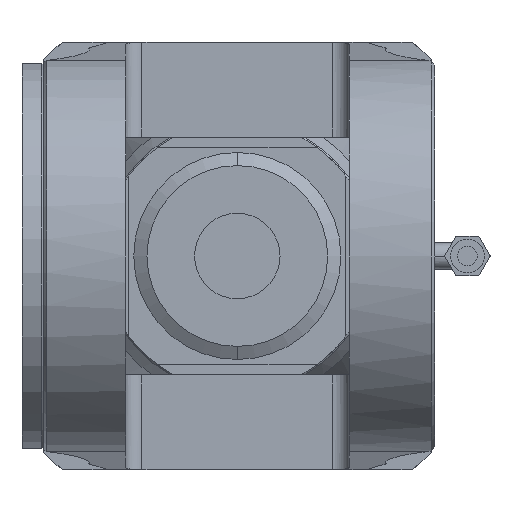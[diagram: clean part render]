
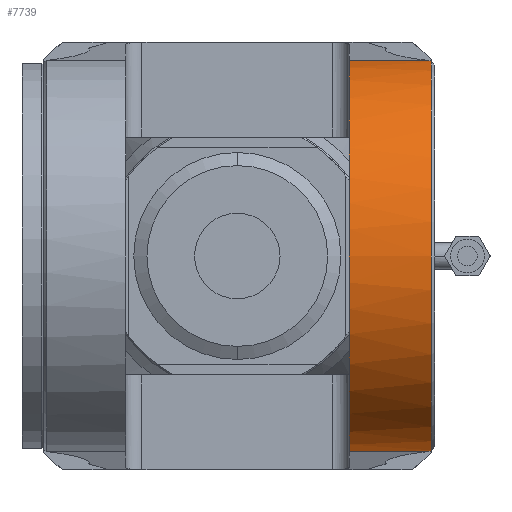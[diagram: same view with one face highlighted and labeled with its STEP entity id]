
A CAD part, left-side view. The second image highlights one B-rep face of the part: STEP entity #7739.
In plain terms, the highlighted cylindrical face has radius 60 mm (diameter 120 mm), a partial arc.
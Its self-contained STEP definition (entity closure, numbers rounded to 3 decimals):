
#880=CARTESIAN_POINT('',(-88.428,-59.,
-59.087));
#891=CARTESIAN_POINT('',(-88.428,-59.,
-59.087));
#892=CARTESIAN_POINT('',(-88.164,-58.953,
-59.133));
#893=CARTESIAN_POINT('',(-87.638,-58.864,
-59.223));
#894=CARTESIAN_POINT('',(-86.852,-58.74,
-59.345));
#895=CARTESIAN_POINT('',(-86.33,-58.665,
-59.42));
#896=CARTESIAN_POINT('',(-86.07,-58.629,
-59.455));
#1357=CARTESIAN_POINT('',(-78.,-34.,0.));
#1358=DIRECTION('',(0.,-1.,0.));
#1359=DIRECTION('',(-0.918,0.,-0.397));
#1360=AXIS2_PLACEMENT_3D('',#1357,#1358,#1359);
#1382=CARTESIAN_POINT('',(-78.,-34.,0.));
#1383=DIRECTION('',(0.,-1.,0.));
#1384=DIRECTION('',(-0.125,0.,0.992));
#1385=AXIS2_PLACEMENT_3D('',#1382,#1383,#1384);
#1655=CARTESIAN_POINT('',(-78.,-34.,0.));
#1656=DIRECTION('',(0.,-1.,0.));
#1657=DIRECTION('',(-0.918,0.,0.397));
#1658=AXIS2_PLACEMENT_3D('',#1655,#1656,#1657);
#1660=CARTESIAN_POINT('',(-86.07,-58.629,
59.455));
#1661=CARTESIAN_POINT('',(-86.011,-58.548,
59.463));
#1662=CARTESIAN_POINT('',(-85.889,-58.383,
59.479));
#1663=CARTESIAN_POINT('',(-85.695,-58.13,
59.505));
#1664=CARTESIAN_POINT('',(-85.558,-57.957,
59.522));
#1665=CARTESIAN_POINT('',(-85.487,-57.869,
59.531));
#1667=CARTESIAN_POINT('',(-78.,-59.,0.));
#1668=DIRECTION('',(0.,-1.,0.));
#1669=DIRECTION('',(-0.174,0.,0.985));
#1670=AXIS2_PLACEMENT_3D('',#1667,#1668,#1669);
#1672=CARTESIAN_POINT('',(-85.487,-57.869,
-59.531));
#1673=CARTESIAN_POINT('',(-85.558,-57.957,
-59.522));
#1674=CARTESIAN_POINT('',(-85.695,-58.13,
-59.505));
#1675=CARTESIAN_POINT('',(-85.889,-58.383,
-59.479));
#1676=CARTESIAN_POINT('',(-86.011,-58.548,
-59.463));
#1677=CARTESIAN_POINT('',(-86.07,-58.629,
-59.455));
#1679=DIRECTION('',(0.,1.,0.));
#1680=VECTOR('',#1679,23.869);
#1681=CARTESIAN_POINT('',(-85.487,-57.869,
-59.531));
#1682=LINE('',#1681,#1680);
#1683=CARTESIAN_POINT('',(-78.,-34.,0.));
#1684=DIRECTION('',(0.,-1.,0.));
#1685=DIRECTION('',(-1.,0.,0.));
#1686=AXIS2_PLACEMENT_3D('',#1683,#1684,#1685);
#1722=DIRECTION('',(0.,1.,0.));
#1723=VECTOR('',#1722,23.869);
#1724=CARTESIAN_POINT('',(-85.487,-57.869,
59.531));
#1725=LINE('',#1724,#1723);
#1934=CARTESIAN_POINT('',(-86.07,-58.629,
59.455));
#1935=CARTESIAN_POINT('',(-86.33,-58.665,
59.42));
#1936=CARTESIAN_POINT('',(-86.852,-58.74,
59.345));
#1937=CARTESIAN_POINT('',(-87.638,-58.864,
59.223));
#1938=CARTESIAN_POINT('',(-88.164,-58.953,
59.133));
#1939=CARTESIAN_POINT('',(-88.428,-59.,
59.087));
#5200=CARTESIAN_POINT('',(-85.487,-34.,-59.531));
#5202=VERTEX_POINT('',#5200);
#5203=CARTESIAN_POINT('',(-85.487,-34.,59.531));
#5205=VERTEX_POINT('',#5203);
#5221=VERTEX_POINT('',#1660);
#5222=VERTEX_POINT('',#1665);
#5226=VERTEX_POINT('',#1672);
#5227=VERTEX_POINT('',#1677);
#5369=VERTEX_POINT('',#880);
#5370=CARTESIAN_POINT('',(-88.428,-59.,
59.087));
#5371=VERTEX_POINT('',#5370);
#5487=CARTESIAN_POINT('',(-133.079,-34.,23.796));
#5488=CARTESIAN_POINT('',(-138.,-34.,0.));
#5489=VERTEX_POINT('',#5487);
#5490=VERTEX_POINT('',#5488);
#5491=CARTESIAN_POINT('',(-133.079,-34.,-23.796));
#5492=VERTEX_POINT('',#5491);
#7717=CARTESIAN_POINT('',(-78.,-100.2,0.));
#7718=DIRECTION('',(0.,-1.,0.));
#7719=DIRECTION('',(0.,0.,-1.));
#7720=AXIS2_PLACEMENT_3D('',#7717,#7718,#7719);
#7721=CYLINDRICAL_SURFACE('',#7720,60.);
#7722=ORIENTED_EDGE('',*,*,#7708,.F.);
#7723=ORIENTED_EDGE('',*,*,#7380,.F.);
#7725=ORIENTED_EDGE('',*,*,#7724,.F.);
#7727=ORIENTED_EDGE('',*,*,#7726,.F.);
#7729=ORIENTED_EDGE('',*,*,#7728,.T.);
#7730=ORIENTED_EDGE('',*,*,#6805,.T.);
#7731=ORIENTED_EDGE('',*,*,#6822,.T.);
#7732=ORIENTED_EDGE('',*,*,#6888,.F.);
#7733=ORIENTED_EDGE('',*,*,#7000,.T.);
#7734=ORIENTED_EDGE('',*,*,#7364,.F.);
#7736=ORIENTED_EDGE('',*,*,#7735,.F.);
#7737=EDGE_LOOP('',(#7722,#7723,#7725,#7727,#7729,#7730,#7731,#7732,#7733,#7734,
#7736));
#7738=FACE_OUTER_BOUND('',#7737,.F.);
#7739=ADVANCED_FACE('',(#7738),#7721,.T.);
#897=B_SPLINE_CURVE_WITH_KNOTS('',3,(#891,#892,#893,#894,#895,#896),
.UNSPECIFIED.,.F.,.F.,(4,1,1,4),(0.,0.333,0.667,1.),
.UNSPECIFIED.);
#1361=CIRCLE('',#1360,60.);
#1386=CIRCLE('',#1385,60.);
#1659=CIRCLE('',#1658,60.);
#1666=B_SPLINE_CURVE_WITH_KNOTS('',3,(#1660,#1661,#1662,#1663,#1664,#1665),
.UNSPECIFIED.,.F.,.F.,(4,1,1,4),(0.,0.333,0.667,1.),
.UNSPECIFIED.);
#1671=CIRCLE('',#1670,60.);
#1678=B_SPLINE_CURVE_WITH_KNOTS('',3,(#1672,#1673,#1674,#1675,#1676,#1677),
.UNSPECIFIED.,.F.,.F.,(4,1,1,4),(0.,0.333,0.667,1.),
.UNSPECIFIED.);
#1687=CIRCLE('',#1686,60.);
#1940=B_SPLINE_CURVE_WITH_KNOTS('',3,(#1934,#1935,#1936,#1937,#1938,#1939),
.UNSPECIFIED.,.F.,.F.,(4,1,1,4),(0.,0.333,0.667,1.),
.UNSPECIFIED.);
#6805=EDGE_CURVE('',#5371,#5369,#1671,.T.);
#6822=EDGE_CURVE('',#5369,#5227,#897,.T.);
#6888=EDGE_CURVE('',#5226,#5227,#1678,.T.);
#7000=EDGE_CURVE('',#5226,#5202,#1682,.T.);
#7364=EDGE_CURVE('',#5492,#5202,#1361,.T.);
#7380=EDGE_CURVE('',#5205,#5489,#1386,.T.);
#7708=EDGE_CURVE('',#5489,#5490,#1659,.T.);
#7724=EDGE_CURVE('',#5222,#5205,#1725,.T.);
#7726=EDGE_CURVE('',#5221,#5222,#1666,.T.);
#7728=EDGE_CURVE('',#5221,#5371,#1940,.T.);
#7735=EDGE_CURVE('',#5490,#5492,#1687,.T.);
